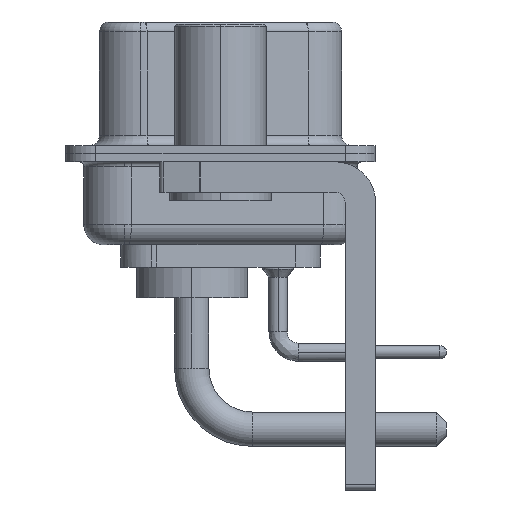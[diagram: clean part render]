
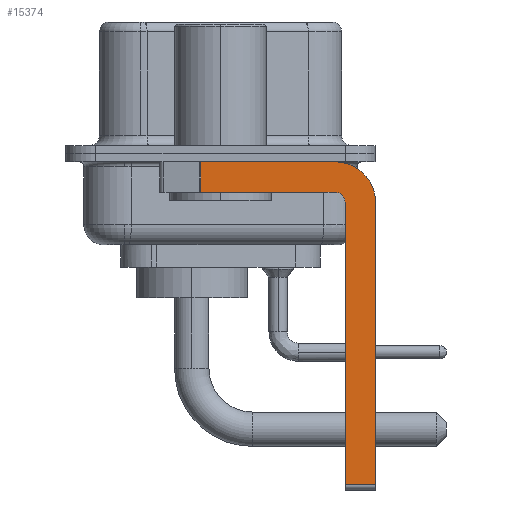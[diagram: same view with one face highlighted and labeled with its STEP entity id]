
A CAD part, left-side view. The second image highlights one B-rep face of the part: STEP entity #15374.
In plain terms, the highlighted planar face has unit normal (-1, 0, 0).
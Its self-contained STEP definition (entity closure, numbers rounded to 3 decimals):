
#39 = AXIS2_PLACEMENT_3D ( 'NONE', #9077, #21230, #23223 ) ;
#629 = EDGE_LOOP ( 'NONE', ( #3970, #3969, #1113, #3498, #19782, #9758, #12861, #22135 ) ) ;
#962 = DIRECTION ( 'NONE',  ( 0., -1., 0. ) ) ;
#1113 = ORIENTED_EDGE ( 'NONE', *, *, #7871, .F. ) ;
#1267 = CARTESIAN_POINT ( 'NONE',  ( -2.9, -7.65, -16.35 ) ) ;
#1352 = CARTESIAN_POINT ( 'NONE',  ( -2.9, -5.65, -2.4 ) ) ;
#2368 = CARTESIAN_POINT ( 'NONE',  ( -2.9, -7.65, -2.4 ) ) ;
#3124 = VERTEX_POINT ( 'NONE', #9252 ) ;
#3401 = DIRECTION ( 'NONE',  ( 0., 0., -1. ) ) ;
#3498 = ORIENTED_EDGE ( 'NONE', *, *, #23555, .F. ) ;
#3583 = EDGE_CURVE ( 'NONE', #10767, #9007, #18972, .T. ) ;
#3859 = CIRCLE ( 'NONE', #39, 0.5 ) ;
#3969 = ORIENTED_EDGE ( 'NONE', *, *, #6288, .T. ) ;
#3970 = ORIENTED_EDGE ( 'NONE', *, *, #3583, .F. ) ;
#4216 = CARTESIAN_POINT ( 'NONE',  ( -2.9, -5.65, -0.4 ) ) ;
#5307 = LINE ( 'NONE', #7717, #26260 ) ;
#5411 = CARTESIAN_POINT ( 'NONE',  ( -2.9, -6.15, -16.35 ) ) ;
#6051 = VERTEX_POINT ( 'NONE', #21678 ) ;
#6288 = EDGE_CURVE ( 'NONE', #10767, #3124, #21123, .T. ) ;
#6633 = DIRECTION ( 'NONE',  ( 0., 0., -1. ) ) ;
#7214 = CARTESIAN_POINT ( 'NONE',  ( -2.9, 3., -0.4 ) ) ;
#7663 = CARTESIAN_POINT ( 'NONE',  ( -2.9, -5.65, -2.4 ) ) ;
#7717 = CARTESIAN_POINT ( 'NONE',  ( -2.9, -5.65, -16.35 ) ) ;
#7754 = LINE ( 'NONE', #9370, #21204 ) ;
#7779 = EDGE_CURVE ( 'NONE', #12162, #9294, #7754, .T. ) ;
#7871 = EDGE_CURVE ( 'NONE', #6051, #3124, #21516, .T. ) ;
#9007 = VERTEX_POINT ( 'NONE', #4216 ) ;
#9077 = CARTESIAN_POINT ( 'NONE',  ( -2.9, -5.65, -2.4 ) ) ;
#9252 = CARTESIAN_POINT ( 'NONE',  ( -2.9, 0.978, -1.9 ) ) ;
#9294 = VERTEX_POINT ( 'NONE', #12773 ) ;
#9370 = CARTESIAN_POINT ( 'NONE',  ( -2.9, -6.15, -16.6 ) ) ;
#9486 = DIRECTION ( 'NONE',  ( 0., 0., -1. ) ) ;
#9758 = ORIENTED_EDGE ( 'NONE', *, *, #11694, .T. ) ;
#10332 = EDGE_CURVE ( 'NONE', #9007, #12318, #21949, .T. ) ;
#10767 = VERTEX_POINT ( 'NONE', #17738 ) ;
#11272 = FACE_OUTER_BOUND ( 'NONE', #629, .T. ) ;
#11694 = EDGE_CURVE ( 'NONE', #12162, #24034, #5307, .T. ) ;
#11714 = AXIS2_PLACEMENT_3D ( 'NONE', #1352, #13627, #9486 ) ;
#12048 = EDGE_CURVE ( 'NONE', #12318, #24034, #14524, .T. ) ;
#12162 = VERTEX_POINT ( 'NONE', #5411 ) ;
#12318 = VERTEX_POINT ( 'NONE', #17846 ) ;
#12576 = DIRECTION ( 'NONE',  ( 0., 0., -1. ) ) ;
#12773 = CARTESIAN_POINT ( 'NONE',  ( -2.9, -6.15, -2.4 ) ) ;
#12861 = ORIENTED_EDGE ( 'NONE', *, *, #12048, .F. ) ;
#13627 = DIRECTION ( 'NONE',  ( 1., 0., 0. ) ) ;
#13640 = DIRECTION ( 'NONE',  ( 0., 0., 1. ) ) ;
#13764 = DIRECTION ( 'NONE',  ( 0., 1., 0. ) ) ;
#14321 = VECTOR ( 'NONE', #6633, 1000. ) ;
#14524 = LINE ( 'NONE', #2368, #14321 ) ;
#15374 = ADVANCED_FACE ( 'NONE', ( #11272 ), #21683, .F. ) ;
#15519 = CARTESIAN_POINT ( 'NONE',  ( -2.9, -5.65, -1.9 ) ) ;
#16296 = VECTOR ( 'NONE', #12576, 1000. ) ;
#17738 = CARTESIAN_POINT ( 'NONE',  ( -2.9, 0.978, -0.4 ) ) ;
#17846 = CARTESIAN_POINT ( 'NONE',  ( -2.9, -7.65, -2.4 ) ) ;
#18972 = LINE ( 'NONE', #7214, #24120 ) ;
#19782 = ORIENTED_EDGE ( 'NONE', *, *, #7779, .F. ) ;
#20257 = AXIS2_PLACEMENT_3D ( 'NONE', #7663, #25560, #3401 ) ;
#20754 = VECTOR ( 'NONE', #13764, 1000. ) ;
#21123 = LINE ( 'NONE', #25001, #16296 ) ;
#21204 = VECTOR ( 'NONE', #13640, 1000. ) ;
#21230 = DIRECTION ( 'NONE',  ( -1., 0., 0. ) ) ;
#21516 = LINE ( 'NONE', #15519, #20754 ) ;
#21678 = CARTESIAN_POINT ( 'NONE',  ( -2.9, -5.65, -1.9 ) ) ;
#21683 = PLANE ( 'NONE',  #20257 ) ;
#21949 = CIRCLE ( 'NONE', #11714, 2. ) ;
#22135 = ORIENTED_EDGE ( 'NONE', *, *, #10332, .F. ) ;
#23223 = DIRECTION ( 'NONE',  ( 0., 0., 1. ) ) ;
#23349 = DIRECTION ( 'NONE',  ( 0., -1., 0. ) ) ;
#23555 = EDGE_CURVE ( 'NONE', #9294, #6051, #3859, .T. ) ;
#24034 = VERTEX_POINT ( 'NONE', #1267 ) ;
#24120 = VECTOR ( 'NONE', #962, 1000. ) ;
#25001 = CARTESIAN_POINT ( 'NONE',  ( -2.9, 0.978, -1.9 ) ) ;
#25560 = DIRECTION ( 'NONE',  ( 1., 0., 0. ) ) ;
#26260 = VECTOR ( 'NONE', #23349, 1000. ) ;
